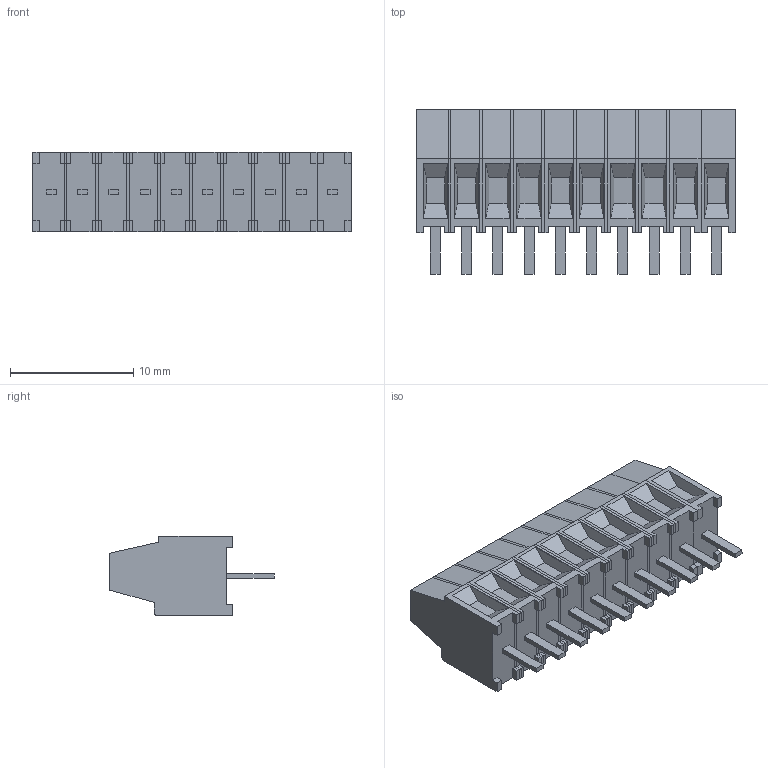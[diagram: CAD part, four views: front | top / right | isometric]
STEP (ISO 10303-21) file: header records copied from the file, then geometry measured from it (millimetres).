
FILE_DESCRIPTION (( 'STEP AP214' ), '1' );
FILE_NAME ('1-282834-0.STEP', '2025-01-07T14:19:05', ( '' ), ( '' ), 'SwSTEP 2.0', 'SolidWorks 2021', '' );
FILE_SCHEMA (( 'AUTOMOTIVE_DESIGN' ));
Length unit declared in the file: millimetre
Products named in the file (1): 1-282834-0
Bounding box: 25.86 x 13.4 x 6.5 mm (x, y, z)
Volume: 1314.6 mm3; surface area: 2437.1 mm2
Topology: 30 solids, 30 shells, 550 faces, 1390 edges, 920 vertices
Faces by surface type: plane 490, cylinder 60
Entity records: 20197 total; most frequent: CARTESIAN_POINT 2861, ORIENTED_EDGE 2780, DIRECTION 2652, EDGE_CURVE 1390, VECTOR 1230, LINE 1230, VERTEX_POINT 920, AXIS2_PLACEMENT_3D 711
